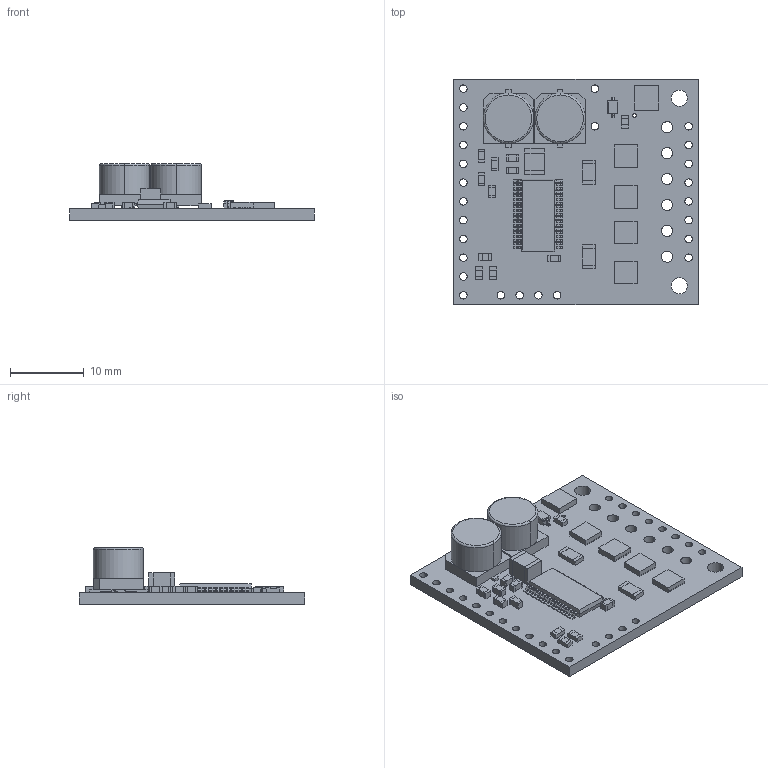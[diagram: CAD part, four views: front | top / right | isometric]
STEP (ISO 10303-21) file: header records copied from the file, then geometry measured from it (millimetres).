
FILE_DESCRIPTION (( 'STEP AP214' ), '1' );
FILE_NAME ('drv8711-stepper-motor-driver-step.step', '2019-05-30T01:55:19', ( '' ), ( '' ), 'SwSTEP 2.0', 'SolidWorks 2016', '' );
FILE_SCHEMA (( 'AUTOMOTIVE_DESIGN' ));
Length unit declared in the file: millimetre
Products named in the file (1): drv8711-stepper-motor-driver-step
Bounding box: 33.02 x 30.48 x 7.68 mm (x, y, z)
Volume: 2109 mm3; surface area: 3060.1 mm2
Topology: 1 solids, 1 shells, 1596 faces, 4613 edges, 3024 vertices
Faces by surface type: plane 1185, cylinder 238, bspline 169, torus 4
Entity records: 75801 total; most frequent: CARTESIAN_POINT 16719, ORIENTED_EDGE 9226, DIRECTION 7571, EDGE_CURVE 4613, LINE 3739, VECTOR 3739, VERTEX_POINT 3024, AXIS2_PLACEMENT_3D 1916
